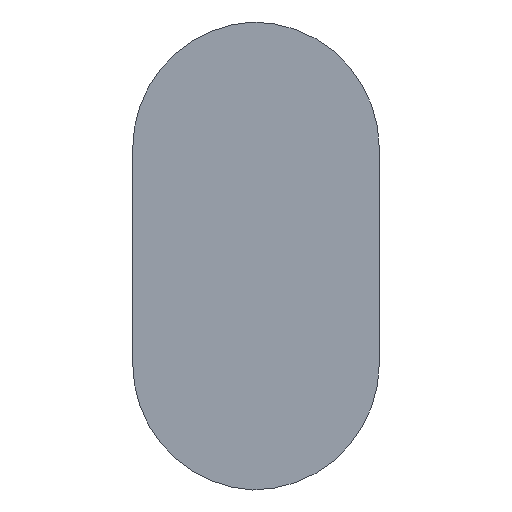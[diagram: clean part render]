
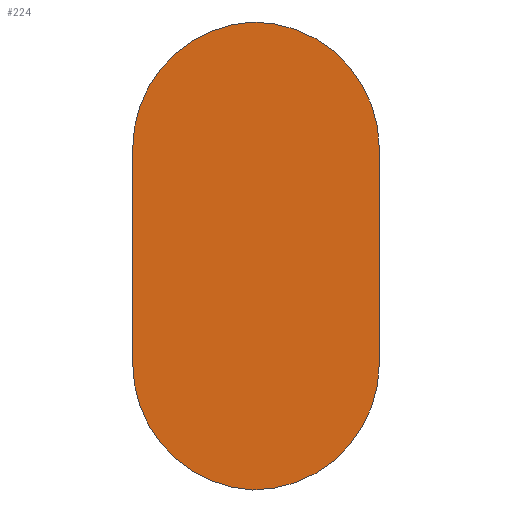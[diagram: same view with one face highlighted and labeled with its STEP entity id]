
A CAD part, front view. The second image highlights one B-rep face of the part: STEP entity #224.
In plain terms, the highlighted planar face has unit normal (0, -1, 0).
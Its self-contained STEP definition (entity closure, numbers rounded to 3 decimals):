
#30=FACE_OUTER_BOUND('',#46,.T.);
#46=EDGE_LOOP('',(#161,#162,#163,#164,#165,#166));
#65=CIRCLE('',#261,10.);
#66=CIRCLE('',#262,10.);
#67=CIRCLE('',#263,10.);
#68=CIRCLE('',#264,10.);
#79=LINE('',#388,#93);
#80=LINE('',#393,#94);
#93=VECTOR('',#307,10.);
#94=VECTOR('',#312,10.);
#111=VERTEX_POINT('',#382);
#112=VERTEX_POINT('',#383);
#113=VERTEX_POINT('',#385);
#114=VERTEX_POINT('',#387);
#115=VERTEX_POINT('',#389);
#116=VERTEX_POINT('',#391);
#131=EDGE_CURVE('',#111,#112,#65,.T.);
#132=EDGE_CURVE('',#113,#111,#66,.T.);
#133=EDGE_CURVE('',#114,#113,#79,.T.);
#134=EDGE_CURVE('',#115,#114,#67,.T.);
#135=EDGE_CURVE('',#116,#115,#68,.T.);
#136=EDGE_CURVE('',#112,#116,#80,.T.);
#161=ORIENTED_EDGE('',*,*,#131,.F.);
#162=ORIENTED_EDGE('',*,*,#132,.F.);
#163=ORIENTED_EDGE('',*,*,#133,.F.);
#164=ORIENTED_EDGE('',*,*,#134,.F.);
#165=ORIENTED_EDGE('',*,*,#135,.F.);
#166=ORIENTED_EDGE('',*,*,#136,.F.);
#216=PLANE('',#260);
#224=ADVANCED_FACE('',(#30),#216,.T.);
#260=AXIS2_PLACEMENT_3D('',#381,#301,#302);
#261=AXIS2_PLACEMENT_3D('',#384,#303,#304);
#262=AXIS2_PLACEMENT_3D('',#386,#305,#306);
#263=AXIS2_PLACEMENT_3D('',#390,#308,#309);
#264=AXIS2_PLACEMENT_3D('',#392,#310,#311);
#301=DIRECTION('center_axis',(0.,-1.,0.));
#302=DIRECTION('ref_axis',(1.,0.,0.));
#303=DIRECTION('center_axis',(0.,1.,0.));
#304=DIRECTION('ref_axis',(0.707,0.,0.707));
#305=DIRECTION('center_axis',(0.,1.,0.));
#306=DIRECTION('ref_axis',(-0.05,0.,0.999));
#307=DIRECTION('',(0.,0.,1.));
#308=DIRECTION('center_axis',(0.,1.,0.));
#309=DIRECTION('ref_axis',(-0.05,0.,-0.999));
#310=DIRECTION('center_axis',(0.,1.,0.));
#311=DIRECTION('ref_axis',(0.707,0.,-0.707));
#312=DIRECTION('',(0.,0.,-1.));
#381=CARTESIAN_POINT('Origin',(-58.25,-1.,-18.5));
#382=CARTESIAN_POINT('',(-58.5,-1.,0.));
#383=CARTESIAN_POINT('',(-48.5,-1.,-10.));
#384=CARTESIAN_POINT('Origin',(-58.5,-1.,-10.));
#385=CARTESIAN_POINT('',(-68.,-1.,-9.987));
#386=CARTESIAN_POINT('Origin',(-58.,-1.,-9.987));
#387=CARTESIAN_POINT('',(-68.,-1.,-27.013));
#388=CARTESIAN_POINT('',(-68.,-1.,-18.5));
#389=CARTESIAN_POINT('',(-58.5,-1.,-37.));
#390=CARTESIAN_POINT('Origin',(-58.,-1.,-27.013));
#391=CARTESIAN_POINT('',(-48.5,-1.,-27.));
#392=CARTESIAN_POINT('Origin',(-58.5,-1.,-27.));
#393=CARTESIAN_POINT('',(-48.5,-1.,-18.5));
